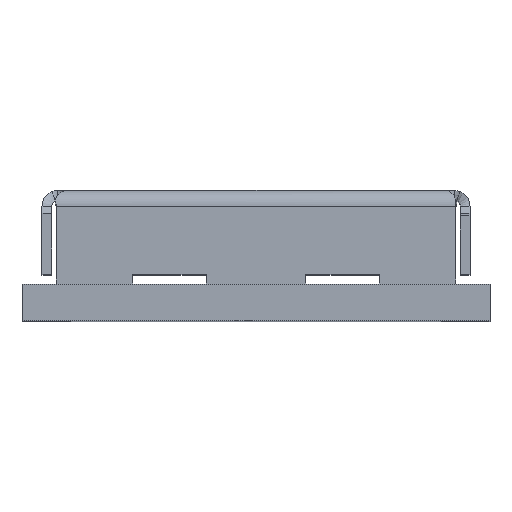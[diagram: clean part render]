
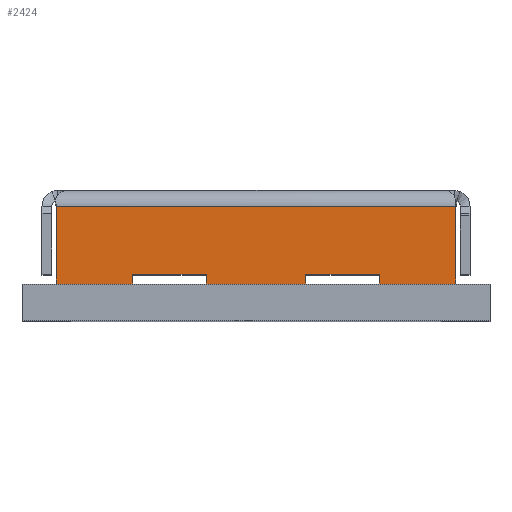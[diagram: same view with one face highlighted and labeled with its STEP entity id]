
A CAD part, top view. The second image highlights one B-rep face of the part: STEP entity #2424.
In plain terms, the highlighted planar face has unit normal (0, 0, 1).
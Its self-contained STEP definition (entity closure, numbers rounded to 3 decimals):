
#274 = CARTESIAN_POINT ( 'NONE',  ( -1.032, 0., 4.436 ) ) ;
#381 = ORIENTED_EDGE ( 'NONE', *, *, #4237, .T. ) ;
#525 = ORIENTED_EDGE ( 'NONE', *, *, #6489, .F. ) ;
#590 = CARTESIAN_POINT ( 'NONE',  ( 1.032, 0.76, 4.436 ) ) ;
#706 = AXIS2_PLACEMENT_3D ( 'NONE', #9066, #2765, #13204 ) ;
#715 = ORIENTED_EDGE ( 'NONE', *, *, #4065, .F. ) ;
#1009 = VECTOR ( 'NONE', #10207, 1000. ) ;
#1137 = LINE ( 'NONE', #4407, #12650 ) ;
#1161 = ORIENTED_EDGE ( 'NONE', *, *, #7968, .F. ) ;
#1271 = DIRECTION ( 'NONE',  ( 0., -1., 0. ) ) ;
#1414 = LINE ( 'NONE', #11728, #5192 ) ;
#1480 = VERTEX_POINT ( 'NONE', #5247 ) ;
#1571 = CARTESIAN_POINT ( 'NONE',  ( 2.558, 0.76, 4.436 ) ) ;
#1589 = VECTOR ( 'NONE', #13030, 1000. ) ;
#1657 = ORIENTED_EDGE ( 'NONE', *, *, #8214, .F. ) ;
#1678 = DIRECTION ( 'NONE',  ( 0., -1., 0. ) ) ;
#1737 = CARTESIAN_POINT ( 'NONE',  ( -2.558, 0., 4.436 ) ) ;
#1904 = LINE ( 'NONE', #10308, #8622 ) ;
#2279 = LINE ( 'NONE', #7300, #6379 ) ;
#2310 = LINE ( 'NONE', #7056, #1009 ) ;
#2424 = ADVANCED_FACE ( 'NONE', ( #7878 ), #9114, .T. ) ;
#2731 = VERTEX_POINT ( 'NONE', #1571 ) ;
#2765 = DIRECTION ( 'NONE',  ( 0., 0., 1. ) ) ;
#2825 = LINE ( 'NONE', #5555, #8099 ) ;
#3170 = DIRECTION ( 'NONE',  ( 0., 1., 0. ) ) ;
#3287 = VECTOR ( 'NONE', #1678, 1000. ) ;
#3620 = VECTOR ( 'NONE', #5300, 1000. ) ;
#4065 = EDGE_CURVE ( 'NONE', #2731, #10221, #2279, .T. ) ;
#4237 = EDGE_CURVE ( 'NONE', #9304, #11966, #6196, .T. ) ;
#4356 = VERTEX_POINT ( 'NONE', #11282 ) ;
#4407 = CARTESIAN_POINT ( 'NONE',  ( 4.136, 0., 4.436 ) ) ;
#4611 = CARTESIAN_POINT ( 'NONE',  ( 4.136, 2.373, 4.436 ) ) ;
#4845 = EDGE_LOOP ( 'NONE', ( #715, #525, #1657, #381, #5861, #11004, #1161, #11762, #12909, #7163, #8078, #8579 ) ) ;
#4885 = EDGE_CURVE ( 'NONE', #10221, #11780, #9309, .T. ) ;
#4903 = LINE ( 'NONE', #1737, #13355 ) ;
#5117 = VECTOR ( 'NONE', #12684, 1000. ) ;
#5192 = VECTOR ( 'NONE', #7548, 1000. ) ;
#5247 = CARTESIAN_POINT ( 'NONE',  ( -4.136, 0.76, 4.436 ) ) ;
#5300 = DIRECTION ( 'NONE',  ( 0., 1., 0. ) ) ;
#5489 = EDGE_CURVE ( 'NONE', #6158, #1480, #1904, .T. ) ;
#5555 = CARTESIAN_POINT ( 'NONE',  ( -4.136, 0., 4.436 ) ) ;
#5861 = ORIENTED_EDGE ( 'NONE', *, *, #6533, .T. ) ;
#5996 = VERTEX_POINT ( 'NONE', #590 ) ;
#6158 = VERTEX_POINT ( 'NONE', #7735 ) ;
#6196 = LINE ( 'NONE', #6389, #1589 ) ;
#6379 = VECTOR ( 'NONE', #3170, 1000. ) ;
#6389 = CARTESIAN_POINT ( 'NONE',  ( 0., 2.373, 4.436 ) ) ;
#6489 = EDGE_CURVE ( 'NONE', #6865, #2731, #7605, .T. ) ;
#6533 = EDGE_CURVE ( 'NONE', #11966, #1480, #2825, .T. ) ;
#6650 = CARTESIAN_POINT ( 'NONE',  ( 2.558, 0.96, 4.436 ) ) ;
#6712 = EDGE_CURVE ( 'NONE', #11780, #5996, #10560, .T. ) ;
#6865 = VERTEX_POINT ( 'NONE', #13138 ) ;
#6925 = EDGE_CURVE ( 'NONE', #5996, #10413, #2310, .T. ) ;
#7021 = VERTEX_POINT ( 'NONE', #12413 ) ;
#7056 = CARTESIAN_POINT ( 'NONE',  ( -4.436, 0.76, 4.436 ) ) ;
#7089 = CARTESIAN_POINT ( 'NONE',  ( 0., 0.96, 4.436 ) ) ;
#7163 = ORIENTED_EDGE ( 'NONE', *, *, #6925, .F. ) ;
#7172 = CARTESIAN_POINT ( 'NONE',  ( -1.032, 0.76, 4.436 ) ) ;
#7180 = DIRECTION ( 'NONE',  ( 0., -1., 0. ) ) ;
#7282 = EDGE_CURVE ( 'NONE', #10413, #4356, #11699, .T. ) ;
#7300 = CARTESIAN_POINT ( 'NONE',  ( 2.558, 0., 4.436 ) ) ;
#7548 = DIRECTION ( 'NONE',  ( -1., 0., 0. ) ) ;
#7605 = LINE ( 'NONE', #10679, #5117 ) ;
#7735 = CARTESIAN_POINT ( 'NONE',  ( -2.558, 0.76, 4.436 ) ) ;
#7878 = FACE_OUTER_BOUND ( 'NONE', #4845, .T. ) ;
#7968 = EDGE_CURVE ( 'NONE', #7021, #6158, #4903, .T. ) ;
#8078 = ORIENTED_EDGE ( 'NONE', *, *, #6712, .F. ) ;
#8099 = VECTOR ( 'NONE', #8702, 1000. ) ;
#8154 = VECTOR ( 'NONE', #12215, 1000. ) ;
#8214 = EDGE_CURVE ( 'NONE', #9304, #6865, #1137, .T. ) ;
#8579 = ORIENTED_EDGE ( 'NONE', *, *, #4885, .F. ) ;
#8622 = VECTOR ( 'NONE', #11328, 1000. ) ;
#8702 = DIRECTION ( 'NONE',  ( 0., -1., 0. ) ) ;
#8711 = EDGE_CURVE ( 'NONE', #4356, #7021, #1414, .T. ) ;
#9066 = CARTESIAN_POINT ( 'NONE',  ( 0., 0., 4.436 ) ) ;
#9114 = PLANE ( 'NONE',  #706 ) ;
#9304 = VERTEX_POINT ( 'NONE', #4611 ) ;
#9309 = LINE ( 'NONE', #7089, #8154 ) ;
#9854 = CARTESIAN_POINT ( 'NONE',  ( 1.032, 0.96, 4.436 ) ) ;
#10207 = DIRECTION ( 'NONE',  ( -1., 0., 0. ) ) ;
#10216 = CARTESIAN_POINT ( 'NONE',  ( -4.136, 2.373, 4.436 ) ) ;
#10221 = VERTEX_POINT ( 'NONE', #6650 ) ;
#10308 = CARTESIAN_POINT ( 'NONE',  ( -4.436, 0.76, 4.436 ) ) ;
#10413 = VERTEX_POINT ( 'NONE', #7172 ) ;
#10560 = LINE ( 'NONE', #13124, #3287 ) ;
#10679 = CARTESIAN_POINT ( 'NONE',  ( -4.436, 0.76, 4.436 ) ) ;
#11004 = ORIENTED_EDGE ( 'NONE', *, *, #5489, .F. ) ;
#11282 = CARTESIAN_POINT ( 'NONE',  ( -1.032, 0.96, 4.436 ) ) ;
#11328 = DIRECTION ( 'NONE',  ( -1., 0., 0. ) ) ;
#11699 = LINE ( 'NONE', #274, #3620 ) ;
#11728 = CARTESIAN_POINT ( 'NONE',  ( 0., 0.96, 4.436 ) ) ;
#11762 = ORIENTED_EDGE ( 'NONE', *, *, #8711, .F. ) ;
#11780 = VERTEX_POINT ( 'NONE', #9854 ) ;
#11966 = VERTEX_POINT ( 'NONE', #10216 ) ;
#12215 = DIRECTION ( 'NONE',  ( -1., 0., 0. ) ) ;
#12413 = CARTESIAN_POINT ( 'NONE',  ( -2.558, 0.96, 4.436 ) ) ;
#12650 = VECTOR ( 'NONE', #1271, 1000. ) ;
#12684 = DIRECTION ( 'NONE',  ( -1., 0., 0. ) ) ;
#12909 = ORIENTED_EDGE ( 'NONE', *, *, #7282, .F. ) ;
#13030 = DIRECTION ( 'NONE',  ( -1., 0., 0. ) ) ;
#13124 = CARTESIAN_POINT ( 'NONE',  ( 1.032, 0., 4.436 ) ) ;
#13138 = CARTESIAN_POINT ( 'NONE',  ( 4.136, 0.76, 4.436 ) ) ;
#13204 = DIRECTION ( 'NONE',  ( 0., -1., 0. ) ) ;
#13355 = VECTOR ( 'NONE', #7180, 1000. ) ;
